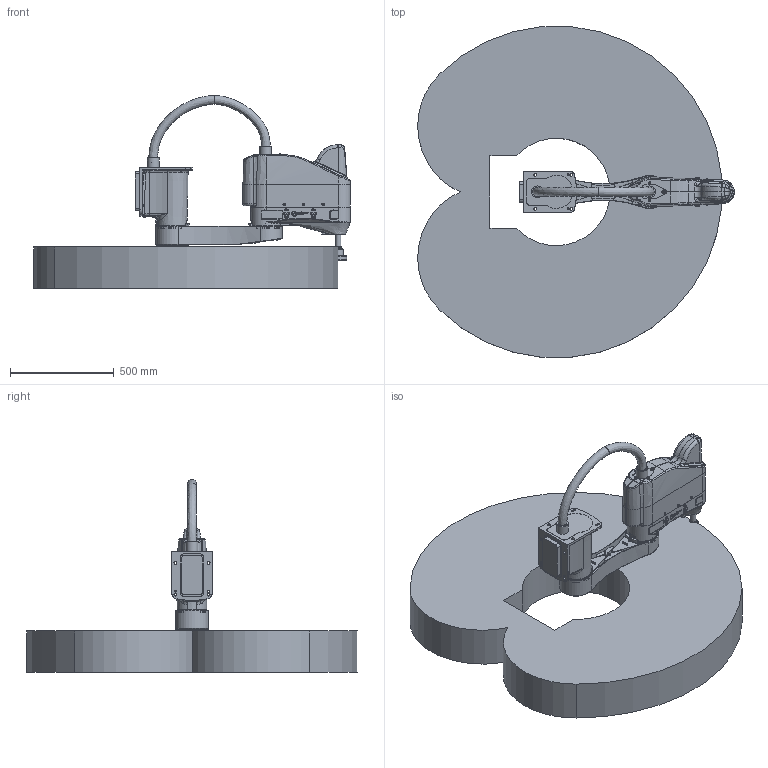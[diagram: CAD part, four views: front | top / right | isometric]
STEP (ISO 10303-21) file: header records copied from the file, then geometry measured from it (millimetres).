
FILE_DESCRIPTION(/* description */ ('Norm.iam Teamplte'),/* implementation_level */ '2;1');
FILE_NAME(/* name */ '3D-model_AT_00024-01.stp',/* time_stamp */ '2025-02-14T11:11:41+01:00',/* author */ ('josha-tim.penalver'),/* organization */ (''),/* preprocessor_version */ 'ST-DEVELOPER v19.2',/* originating_system */ 'Autodesk Inventor 2023',/* authorisation */ '');
FILE_SCHEMA (('AUTOMOTIVE_DESIGN { 1 0 10303 214 3 1 1 }'));
Products named in the file (7): AT_00024-01_DUMMY sCara4-800-6kg; MT_WST00110984 Dummy Grundgestell; MT_WST00110983 Dummy Schwinge; MT_WST00118939; MT_WST00109391 Dummy Werkzeugträger; MT_WST00110973 Kabelbaum; MT_WST00110980 Arbeitsbereich
Assembly tree (6 placements, depth 2):
  AT_00024-01_DUMMY sCara4-800-6kg
    MT_WST00110984 Dummy Grundgestell
    MT_WST00110983 Dummy Schwinge
    MT_WST00118939
    MT_WST00109391 Dummy Werkzeugträger
    MT_WST00110973 Kabelbaum
    MT_WST00110980 Arbeitsbereich
Bounding box: 1525.65 x 1593.91 x 930 mm (x, y, z)
Volume: 363167051.9 mm3; surface area: 6368544.7 mm2
Topology: 6 solids, 8 shells, 2188 faces, 5366 edges, 3368 vertices
Faces by surface type: plane 836, cylinder 601, bspline 472, cone 199, torus 59, sphere 21
Full cylindrical faces by diameter (mm): 3.242 x56, 3.8 x2, 4 x2, 4.134 x12, 4.917 x16, 5.8 x1, 6 x3, 6.6 x2, 7.6 x8, 8 x2, 8.5 x16, 10 x6, 11.6 x9, 13.5 x9, 14 x1, 16 x1, 17 x1, 17.5 x1, 18 x1, 20 x1, 25 x2, 33 x1, 35 x4, 35.6 x1, 36 x1, 38.3 x1, 39 x1, 40 x1, 42.2 x1, 42.8 x2
Entity records: 86212 total; most frequent: CARTESIAN_POINT 34395, ORIENTED_EDGE 10544, DIRECTION 9516, EDGE_CURVE 5272, AXIS2_PLACEMENT_3D 3514, VERTEX_POINT 3368, EDGE_LOOP 2506, LINE 2488
